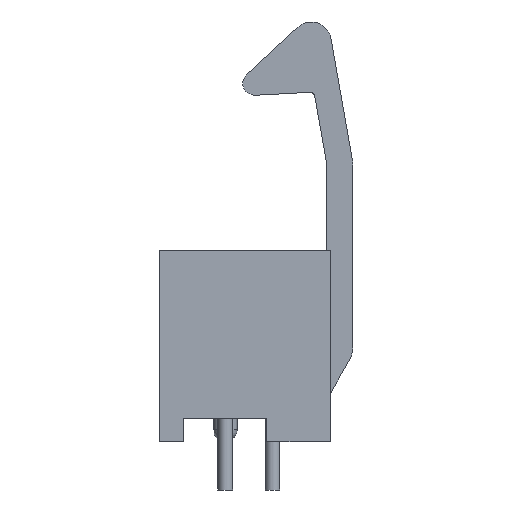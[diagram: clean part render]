
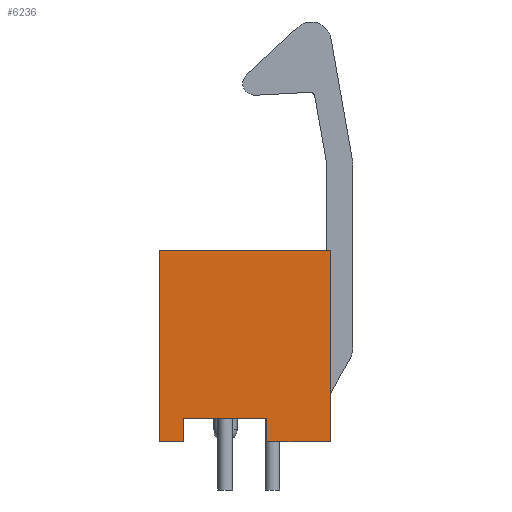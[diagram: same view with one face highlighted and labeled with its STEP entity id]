
A CAD part, left-side view. The second image highlights one B-rep face of the part: STEP entity #6236.
In plain terms, the highlighted planar face has unit normal (-1, 0, 0).
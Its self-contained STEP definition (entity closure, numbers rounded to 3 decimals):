
#480=FACE_OUTER_BOUND('',#890,.T.);
#890=EDGE_LOOP('',(#5175,#5176,#5177,#5178,#5179,#5180,#5181,#5182));
#1472=LINE('',#9568,#2183);
#1561=LINE('',#9763,#2272);
#1675=LINE('',#9993,#2386);
#1683=LINE('',#10010,#2394);
#1690=LINE('',#10022,#2401);
#1691=LINE('',#10025,#2402);
#1692=LINE('',#10026,#2403);
#1693=LINE('',#10027,#2404);
#2183=VECTOR('',#7826,9.195);
#2272=VECTOR('',#7965,10.262);
#2386=VECTOR('',#8175,1.321);
#2394=VECTOR('',#8189,3.404);
#2401=VECTOR('',#8200,1.27);
#2402=VECTOR('',#8203,4.47);
#2403=VECTOR('',#8204,1.27);
#2404=VECTOR('',#8205,10.262);
#2866=VERTEX_POINT('',#9565);
#2867=VERTEX_POINT('',#9567);
#2948=VERTEX_POINT('',#9762);
#3015=VERTEX_POINT('',#9990);
#3016=VERTEX_POINT('',#9992);
#3022=VERTEX_POINT('',#10009);
#3025=VERTEX_POINT('',#10020);
#3026=VERTEX_POINT('',#10024);
#3557=EDGE_CURVE('',#2866,#2867,#1472,.T.);
#3653=EDGE_CURVE('',#2867,#2948,#1561,.T.);
#3772=EDGE_CURVE('',#3016,#3015,#1675,.T.);
#3780=EDGE_CURVE('',#3022,#2948,#1683,.T.);
#3787=EDGE_CURVE('',#3015,#3025,#1690,.T.);
#3788=EDGE_CURVE('',#3026,#3025,#1691,.T.);
#3789=EDGE_CURVE('',#3022,#3026,#1692,.T.);
#3790=EDGE_CURVE('',#3016,#2866,#1693,.T.);
#5175=ORIENTED_EDGE('',*,*,#3772,.T.);
#5176=ORIENTED_EDGE('',*,*,#3787,.T.);
#5177=ORIENTED_EDGE('',*,*,#3788,.F.);
#5178=ORIENTED_EDGE('',*,*,#3789,.F.);
#5179=ORIENTED_EDGE('',*,*,#3780,.T.);
#5180=ORIENTED_EDGE('',*,*,#3653,.F.);
#5181=ORIENTED_EDGE('',*,*,#3557,.F.);
#5182=ORIENTED_EDGE('',*,*,#3790,.F.);
#5861=PLANE('',#6780);
#6236=ADVANCED_FACE('',(#480),#5861,.T.);
#6780=AXIS2_PLACEMENT_3D('',#10023,#8201,#8202);
#7826=DIRECTION('',(0.,-1.,0.));
#7965=DIRECTION('',(0.,0.,-1.));
#8175=DIRECTION('',(0.,-1.,0.));
#8189=DIRECTION('',(0.,-1.,0.));
#8200=DIRECTION('',(0.,0.,1.));
#8201=DIRECTION('center_axis',(-1.,0.,0.));
#8202=DIRECTION('ref_axis',(0.,1.,0.));
#8203=DIRECTION('',(0.,1.,0.));
#8204=DIRECTION('',(0.,0.,1.));
#8205=DIRECTION('',(0.,0.,1.));
#9565=CARTESIAN_POINT('',(-19.05,4.826,10.262));
#9567=CARTESIAN_POINT('',(-19.05,-4.369,10.262));
#9568=CARTESIAN_POINT('',(-19.05,4.826,10.262));
#9762=CARTESIAN_POINT('',(-19.05,-4.369,0.));
#9763=CARTESIAN_POINT('',(-19.05,-4.369,10.262));
#9990=CARTESIAN_POINT('',(-19.05,3.505,0.));
#9992=CARTESIAN_POINT('',(-19.05,4.826,0.));
#9993=CARTESIAN_POINT('',(-19.05,4.826,0.));
#10009=CARTESIAN_POINT('',(-19.05,-0.965,0.));
#10010=CARTESIAN_POINT('',(-19.05,-0.965,0.));
#10020=CARTESIAN_POINT('',(-19.05,3.505,1.27));
#10022=CARTESIAN_POINT('',(-19.05,3.505,0.));
#10023=CARTESIAN_POINT('Origin',(-19.05,-4.369,10.262));
#10024=CARTESIAN_POINT('',(-19.05,-0.965,1.27));
#10025=CARTESIAN_POINT('',(-19.05,-0.965,1.27));
#10026=CARTESIAN_POINT('',(-19.05,-0.965,0.));
#10027=CARTESIAN_POINT('',(-19.05,4.826,0.));
